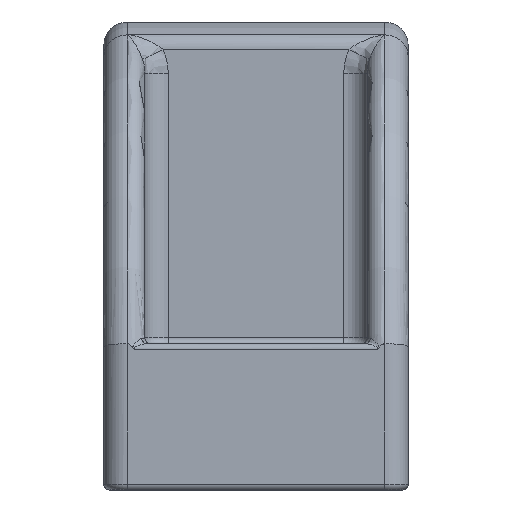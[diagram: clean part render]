
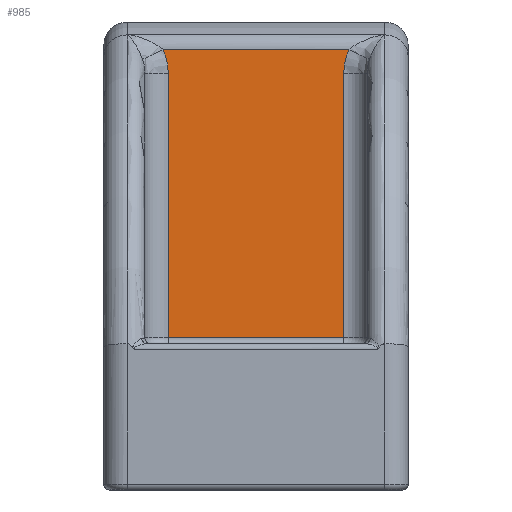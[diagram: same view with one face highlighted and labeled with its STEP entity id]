
A CAD part, left-side view. The second image highlights one B-rep face of the part: STEP entity #985.
In plain terms, the highlighted planar face has unit normal (-1, 0, 0).
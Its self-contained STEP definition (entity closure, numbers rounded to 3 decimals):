
#613=CARTESIAN_POINT('',(-50.5,5.5,-18.));
#614=VERTEX_POINT('',#613);
#639=CARTESIAN_POINT('',(-50.5,20.5,-18.));
#640=VERTEX_POINT('',#639);
#650=CARTESIAN_POINT('',(-50.5,5.5,-18.));
#651=DIRECTION('',(0.0,1.0,0.0));
#652=VECTOR('',#651,15.0);
#653=LINE('',#650,#652);
#654=EDGE_CURVE('',#614,#640,#653,.T.);
#925=CARTESIAN_POINT('',(-50.5,20.5,4.623));
#926=VERTEX_POINT('',#925);
#927=CARTESIAN_POINT('',(-50.5,20.5,-18.));
#928=DIRECTION('',(0.0,0.0,1.0));
#929=VECTOR('',#928,22.623);
#930=LINE('',#927,#929);
#931=EDGE_CURVE('',#640,#926,#930,.T.);
#944=CARTESIAN_POINT('',(-50.5,13.0,7.546));
#945=DIRECTION('',(1.0,0.0,0.0));
#946=DIRECTION('',(0.0,0.0,-1.0));
#947=AXIS2_PLACEMENT_3D('',#944,#945,#946);
#948=PLANE('',#947);
#949=ORIENTED_EDGE('',*,*,#654,.F.);
#950=CARTESIAN_POINT('',(-50.5,5.5,4.623));
#951=VERTEX_POINT('',#950);
#952=CARTESIAN_POINT('',(-50.5,5.5,4.623));
#953=DIRECTION('',(0.0,0.0,-1.0));
#954=VECTOR('',#953,22.623);
#955=LINE('',#952,#954);
#956=EDGE_CURVE('',#951,#614,#955,.T.);
#957=ORIENTED_EDGE('',*,*,#956,.F.);
#958=CARTESIAN_POINT('',(-50.5,5.056,6.637));
#959=VERTEX_POINT('',#958);
#960=CARTESIAN_POINT('',(-50.5,5.056,6.637));
#961=CARTESIAN_POINT('',(-50.5,5.354,6.012));
#962=CARTESIAN_POINT('',(-50.5,5.5,5.316));
#963=CARTESIAN_POINT('',(-50.5,5.5,4.623));
#964=B_SPLINE_CURVE_WITH_KNOTS('',3,(#960,#961,#962,#963),.UNSPECIFIED.,.F.,.U.,(4,4),(0.0,0.208),.UNSPECIFIED.);
#965=EDGE_CURVE('',#959,#951,#964,.T.);
#966=ORIENTED_EDGE('',*,*,#965,.F.);
#967=CARTESIAN_POINT('',(-50.5,20.944,6.637));
#968=VERTEX_POINT('',#967);
#969=CARTESIAN_POINT('',(-50.5,20.944,6.637));
#970=DIRECTION('',(0.0,-1.0,0.0));
#971=VECTOR('',#970,15.888);
#972=LINE('',#969,#971);
#973=EDGE_CURVE('',#968,#959,#972,.T.);
#974=ORIENTED_EDGE('',*,*,#973,.F.);
#975=CARTESIAN_POINT('',(-50.5,20.5,4.623));
#976=CARTESIAN_POINT('',(-50.5,20.5,5.316));
#977=CARTESIAN_POINT('',(-50.5,20.646,6.012));
#978=CARTESIAN_POINT('',(-50.5,20.944,6.637));
#979=B_SPLINE_CURVE_WITH_KNOTS('',3,(#975,#976,#977,#978),.UNSPECIFIED.,.F.,.U.,(4,4),(0.0,0.208),.UNSPECIFIED.);
#980=EDGE_CURVE('',#926,#968,#979,.T.);
#981=ORIENTED_EDGE('',*,*,#980,.F.);
#982=ORIENTED_EDGE('',*,*,#931,.F.);
#983=EDGE_LOOP('',(#949,#957,#966,#974,#981,#982));
#984=FACE_OUTER_BOUND('',#983,.T.);
#985=ADVANCED_FACE('',(#984),#948,.F.);
